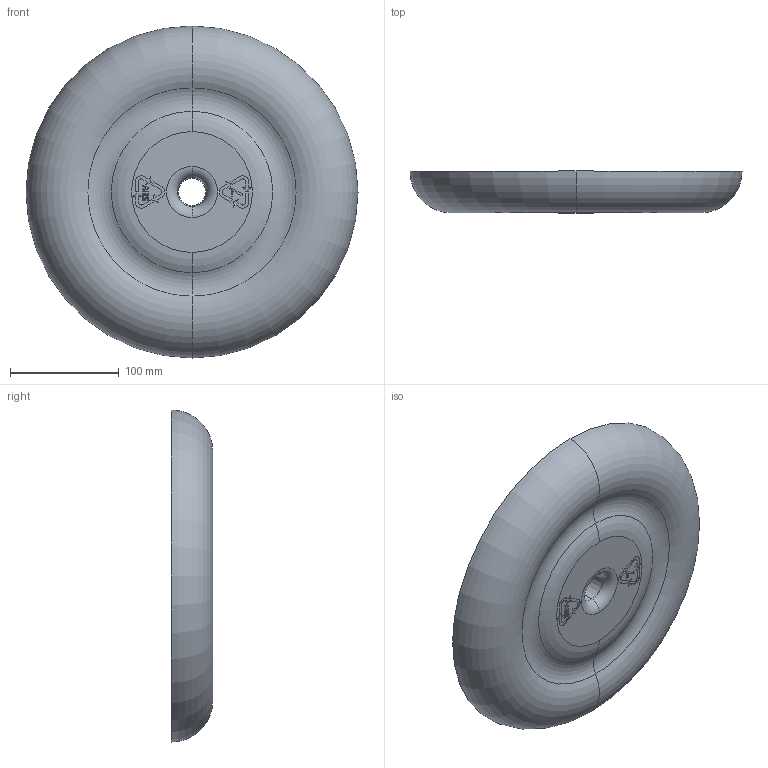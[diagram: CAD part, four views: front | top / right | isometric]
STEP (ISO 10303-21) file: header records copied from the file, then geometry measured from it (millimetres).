
FILE_DESCRIPTION (( 'STEP AP214' ), '1' );
FILE_NAME ('am-4493 Upper Shipping Hub Tray.STEP', '2021-04-16T14:37:28', ( '' ), ( '' ), 'SwSTEP 2.0', 'SolidWorks 2019', '' );
FILE_SCHEMA (( 'AUTOMOTIVE_DESIGN' ));
Length unit declared in the file: inch
Products named in the file (1): am-4493 Upper Shipping Hub Tray
Bounding box: 304.8 x 38.1 x 304.8 mm (x, y, z)
Volume: 279760.2 mm3; surface area: 190067.8 mm2
Topology: 1 solids, 1 shells, 162 faces, 422 edges, 276 vertices
Faces by surface type: plane 100, bspline 24, cylinder 16, torus 16, cone 6
Entity records: 6618 total; most frequent: CARTESIAN_POINT 2325, ORIENTED_EDGE 844, DIRECTION 728, EDGE_CURVE 422, VECTOR 298, LINE 298, VERTEX_POINT 276, AXIS2_PLACEMENT_3D 215
